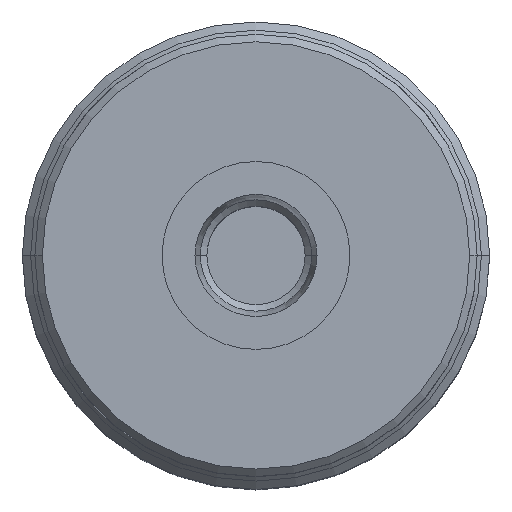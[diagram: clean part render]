
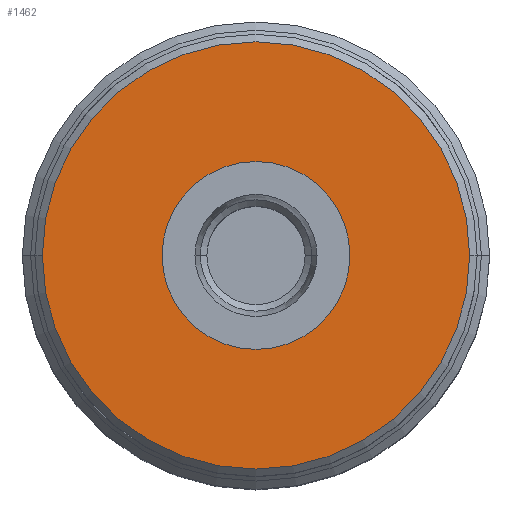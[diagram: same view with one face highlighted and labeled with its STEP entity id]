
A CAD part, top view. The second image highlights one B-rep face of the part: STEP entity #1462.
In plain terms, the highlighted planar face has unit normal (0, 0, 1).
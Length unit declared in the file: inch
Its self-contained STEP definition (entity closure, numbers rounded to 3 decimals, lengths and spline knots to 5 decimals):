
#374=CARTESIAN_POINT('',(0.,0.,2.12));
#375=DIRECTION('',(0.,0.,-1.));
#376=DIRECTION('',(-1.,0.,0.));
#377=AXIS2_PLACEMENT_3D('',#374,#375,#376);
#382=CARTESIAN_POINT('',(0.,0.,2.12));
#383=DIRECTION('',(0.,0.,-1.));
#384=DIRECTION('',(1.,0.,0.));
#385=AXIS2_PLACEMENT_3D('',#382,#383,#384);
#390=CARTESIAN_POINT('',(0.,0.,2.12));
#391=DIRECTION('',(0.,0.,1.));
#392=DIRECTION('',(-1.,0.,0.));
#393=AXIS2_PLACEMENT_3D('',#390,#391,#392);
#398=CARTESIAN_POINT('',(0.,0.,2.12));
#399=DIRECTION('',(0.,0.,1.));
#400=DIRECTION('',(1.,0.,0.));
#401=AXIS2_PLACEMENT_3D('',#398,#399,#400);
#1164=CARTESIAN_POINT('',(-0.375,0.,2.12));
#1165=CARTESIAN_POINT('',(0.375,0.,2.12));
#1166=VERTEX_POINT('',#1164);
#1167=VERTEX_POINT('',#1165);
#1184=CARTESIAN_POINT('',(-0.8525,0.,2.12));
#1185=CARTESIAN_POINT('',(0.8525,0.,2.12));
#1186=VERTEX_POINT('',#1184);
#1187=VERTEX_POINT('',#1185);
#1446=CARTESIAN_POINT('',(0.,0.,2.12));
#1447=DIRECTION('',(0.,0.,1.));
#1448=DIRECTION('',(1.,0.,0.));
#1449=AXIS2_PLACEMENT_3D('',#1446,#1447,#1448);
#1450=PLANE('',#1449);
#1452=ORIENTED_EDGE('',*,*,#1451,.F.);
#1453=ORIENTED_EDGE('',*,*,#1436,.F.);
#1454=EDGE_LOOP('',(#1452,#1453));
#1455=FACE_OUTER_BOUND('',#1454,.F.);
#1457=ORIENTED_EDGE('',*,*,#1456,.F.);
#1459=ORIENTED_EDGE('',*,*,#1458,.F.);
#1460=EDGE_LOOP('',(#1457,#1459));
#1461=FACE_BOUND('',#1460,.F.);
#1462=ADVANCED_FACE('',(#1455,#1461),#1450,.T.);
#378=CIRCLE('',#377,0.375);
#386=CIRCLE('',#385,0.375);
#394=CIRCLE('',#393,0.8525);
#402=CIRCLE('',#401,0.8525);
#1436=EDGE_CURVE('',#1187,#1186,#402,.T.);
#1451=EDGE_CURVE('',#1186,#1187,#394,.T.);
#1456=EDGE_CURVE('',#1166,#1167,#378,.T.);
#1458=EDGE_CURVE('',#1167,#1166,#386,.T.);
